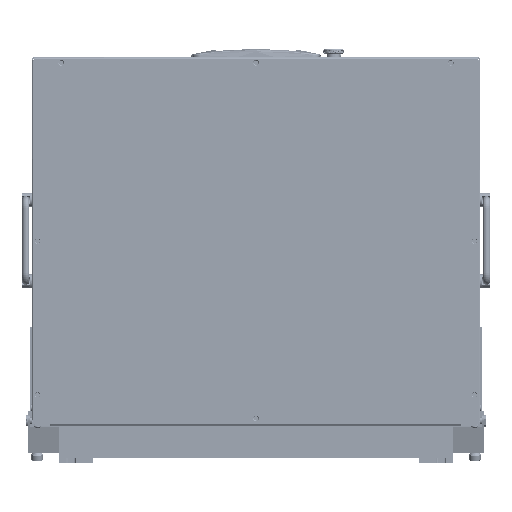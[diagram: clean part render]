
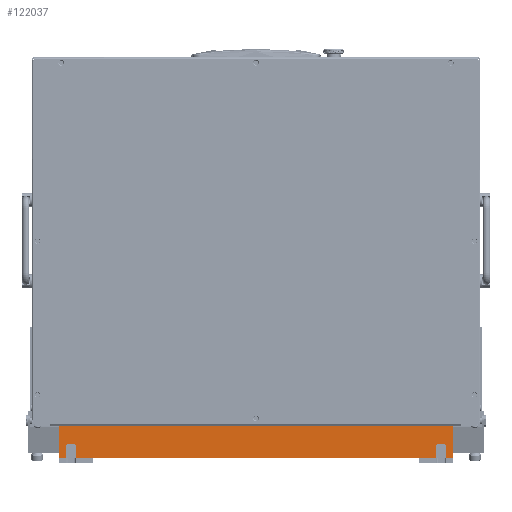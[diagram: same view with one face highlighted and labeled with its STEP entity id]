
A CAD part, front view. The second image highlights one B-rep face of the part: STEP entity #122037.
In plain terms, the highlighted planar face has unit normal (0, -1, 0).
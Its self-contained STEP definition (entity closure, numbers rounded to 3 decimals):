
#1362 = DIRECTION ( 'NONE',  ( 0., -1., 0. ) ) ;
#3789 = DIRECTION ( 'NONE',  ( 0., 0., -1. ) ) ;
#4085 = EDGE_CURVE ( 'NONE', #93708, #100211, #18890, .T. ) ;
#4336 = VERTEX_POINT ( 'NONE', #25195 ) ;
#9740 = EDGE_LOOP ( 'NONE', ( #135101, #87665, #173374, #135408, #213453, #67071, #57058, #171861, #112145, #101660, #111108, #162793, #105611, #19434, #187251, #156376 ) ) ;
#11133 = CARTESIAN_POINT ( 'NONE',  ( 242., -4., 20. ) ) ;
#11464 = CARTESIAN_POINT ( 'NONE',  ( -230., -4., 5. ) ) ;
#12719 = EDGE_CURVE ( 'NONE', #60136, #197056, #150164, .T. ) ;
#14934 = EDGE_CURVE ( 'NONE', #156136, #113208, #239701, .T. ) ;
#14966 = EDGE_CURVE ( 'NONE', #4336, #67064, #95477, .T. ) ;
#17164 = VECTOR ( 'NONE', #17618, 1000. ) ;
#17618 = DIRECTION ( 'NONE',  ( 0., 0., 1. ) ) ;
#18422 = LINE ( 'NONE', #78803, #163730 ) ;
#18890 = CIRCLE ( 'NONE', #156871, 3. ) ;
#19434 = ORIENTED_EDGE ( 'NONE', *, *, #122255, .T. ) ;
#20805 = CARTESIAN_POINT ( 'NONE',  ( -242., -4., 20. ) ) ;
#24026 = VERTEX_POINT ( 'NONE', #121684 ) ;
#24488 = AXIS2_PLACEMENT_3D ( 'NONE', #11464, #221183, #143504 ) ;
#24672 = DIRECTION ( 'NONE',  ( 0., 1., 0. ) ) ;
#25195 = CARTESIAN_POINT ( 'NONE',  ( -230., -4., 2. ) ) ;
#25906 = CARTESIAN_POINT ( 'NONE',  ( -242., -4., -20. ) ) ;
#31381 = LINE ( 'NONE', #123991, #218740 ) ;
#33234 = VECTOR ( 'NONE', #123294, 1000. ) ;
#34991 = VECTOR ( 'NONE', #61281, 1000. ) ;
#36099 = CARTESIAN_POINT ( 'NONE',  ( -242., -4., 20. ) ) ;
#36543 = CARTESIAN_POINT ( 'NONE',  ( 221., -4., 5. ) ) ;
#41064 = EDGE_CURVE ( 'NONE', #221338, #143925, #138891, .T. ) ;
#41821 = LINE ( 'NONE', #156612, #222367 ) ;
#51399 = CARTESIAN_POINT ( 'NONE',  ( 221., -4., 20. ) ) ;
#57058 = ORIENTED_EDGE ( 'NONE', *, *, #242797, .T. ) ;
#58093 = VERTEX_POINT ( 'NONE', #205690 ) ;
#60136 = VERTEX_POINT ( 'NONE', #208710 ) ;
#61281 = DIRECTION ( 'NONE',  ( 0., 0., 1. ) ) ;
#63851 = AXIS2_PLACEMENT_3D ( 'NONE', #118487, #24672, #177717 ) ;
#67064 = VERTEX_POINT ( 'NONE', #228959 ) ;
#67071 = ORIENTED_EDGE ( 'NONE', *, *, #14934, .F. ) ;
#67232 = DIRECTION ( 'NONE',  ( 0., 0., -1. ) ) ;
#67738 = CIRCLE ( 'NONE', #63851, 3. ) ;
#69376 = AXIS2_PLACEMENT_3D ( 'NONE', #172892, #1362, #3789 ) ;
#69702 = EDGE_CURVE ( 'NONE', #73261, #221338, #67738, .T. ) ;
#70922 = VECTOR ( 'NONE', #169554, 1000. ) ;
#71693 = VERTEX_POINT ( 'NONE', #20805 ) ;
#73213 = CARTESIAN_POINT ( 'NONE',  ( -233., -4., 20. ) ) ;
#73261 = VERTEX_POINT ( 'NONE', #179863 ) ;
#74364 = VECTOR ( 'NONE', #164439, 1000. ) ;
#78803 = CARTESIAN_POINT ( 'NONE',  ( -230., -4., 2. ) ) ;
#79037 = PLANE ( 'NONE',  #69376 ) ;
#79840 = CARTESIAN_POINT ( 'NONE',  ( 230., -4., 5. ) ) ;
#82862 = CARTESIAN_POINT ( 'NONE',  ( 233., -4., 20. ) ) ;
#86681 = CARTESIAN_POINT ( 'NONE',  ( -242., -4., 20. ) ) ;
#87665 = ORIENTED_EDGE ( 'NONE', *, *, #104615, .F. ) ;
#88102 = CARTESIAN_POINT ( 'NONE',  ( 230., -4., 2. ) ) ;
#93708 = VERTEX_POINT ( 'NONE', #122495 ) ;
#95477 = CIRCLE ( 'NONE', #24488, 3. ) ;
#95865 = EDGE_CURVE ( 'NONE', #227012, #170908, #31381, .T. ) ;
#97153 = CARTESIAN_POINT ( 'NONE',  ( -221., -4., 20. ) ) ;
#99555 = DIRECTION ( 'NONE',  ( 0., 1., 0. ) ) ;
#99972 = FACE_OUTER_BOUND ( 'NONE', #9740, .T. ) ;
#100211 = VERTEX_POINT ( 'NONE', #128823 ) ;
#101660 = ORIENTED_EDGE ( 'NONE', *, *, #69702, .T. ) ;
#104615 = EDGE_CURVE ( 'NONE', #71693, #24026, #199021, .T. ) ;
#105611 = ORIENTED_EDGE ( 'NONE', *, *, #95865, .T. ) ;
#110386 = EDGE_CURVE ( 'NONE', #58093, #4336, #18422, .T. ) ;
#111108 = ORIENTED_EDGE ( 'NONE', *, *, #41064, .T. ) ;
#112145 = ORIENTED_EDGE ( 'NONE', *, *, #136404, .T. ) ;
#113208 = VERTEX_POINT ( 'NONE', #11133 ) ;
#118487 = CARTESIAN_POINT ( 'NONE',  ( 224., -4., 5. ) ) ;
#119785 = EDGE_CURVE ( 'NONE', #197056, #71693, #150851, .T. ) ;
#121684 = CARTESIAN_POINT ( 'NONE',  ( -233., -4., 20. ) ) ;
#122037 = ADVANCED_FACE ( 'NONE', ( #99972 ), #79037, .T. ) ;
#122255 = EDGE_CURVE ( 'NONE', #170908, #58093, #183248, .T. ) ;
#122495 = CARTESIAN_POINT ( 'NONE',  ( 233., -4., 5. ) ) ;
#123294 = DIRECTION ( 'NONE',  ( 1., 0., 0. ) ) ;
#123991 = CARTESIAN_POINT ( 'NONE',  ( -221., -4., 20. ) ) ;
#128823 = CARTESIAN_POINT ( 'NONE',  ( 230., -4., 2. ) ) ;
#129269 = CARTESIAN_POINT ( 'NONE',  ( -242., -4., -20. ) ) ;
#135083 = VECTOR ( 'NONE', #241086, 1000. ) ;
#135101 = ORIENTED_EDGE ( 'NONE', *, *, #161999, .T. ) ;
#135408 = ORIENTED_EDGE ( 'NONE', *, *, #12719, .F. ) ;
#136404 = EDGE_CURVE ( 'NONE', #100211, #73261, #165877, .T. ) ;
#138168 = CARTESIAN_POINT ( 'NONE',  ( -242., -4., 20. ) ) ;
#138891 = LINE ( 'NONE', #192108, #34991 ) ;
#139378 = LINE ( 'NONE', #138168, #33234 ) ;
#143504 = DIRECTION ( 'NONE',  ( 0., 0., -1. ) ) ;
#143636 = LINE ( 'NONE', #73213, #178491 ) ;
#143925 = VERTEX_POINT ( 'NONE', #51399 ) ;
#144871 = EDGE_CURVE ( 'NONE', #227012, #143925, #139378, .T. ) ;
#145866 = CARTESIAN_POINT ( 'NONE',  ( -242., -4., 20. ) ) ;
#148363 = CARTESIAN_POINT ( 'NONE',  ( -221., -4., 5. ) ) ;
#149753 = CARTESIAN_POINT ( 'NONE',  ( 233., -4., 20. ) ) ;
#150164 = LINE ( 'NONE', #129269, #185796 ) ;
#150851 = LINE ( 'NONE', #36099, #17164 ) ;
#152140 = AXIS2_PLACEMENT_3D ( 'NONE', #168987, #185099, #206753 ) ;
#156136 = VERTEX_POINT ( 'NONE', #82862 ) ;
#156376 = ORIENTED_EDGE ( 'NONE', *, *, #14966, .T. ) ;
#156612 = CARTESIAN_POINT ( 'NONE',  ( 242., -4., 20. ) ) ;
#156871 = AXIS2_PLACEMENT_3D ( 'NONE', #79840, #99555, #174917 ) ;
#161999 = EDGE_CURVE ( 'NONE', #67064, #24026, #143636, .T. ) ;
#162793 = ORIENTED_EDGE ( 'NONE', *, *, #144871, .F. ) ;
#163730 = VECTOR ( 'NONE', #169040, 1000. ) ;
#164439 = DIRECTION ( 'NONE',  ( 1., 0., 0. ) ) ;
#165877 = LINE ( 'NONE', #88102, #135083 ) ;
#168987 = CARTESIAN_POINT ( 'NONE',  ( -224., -4., 5. ) ) ;
#169040 = DIRECTION ( 'NONE',  ( -1., 0., 0. ) ) ;
#169554 = DIRECTION ( 'NONE',  ( 0., 0., -1. ) ) ;
#170908 = VERTEX_POINT ( 'NONE', #148363 ) ;
#171861 = ORIENTED_EDGE ( 'NONE', *, *, #4085, .T. ) ;
#172892 = CARTESIAN_POINT ( 'NONE',  ( 242., -4., -20. ) ) ;
#173195 = LINE ( 'NONE', #149753, #70922 ) ;
#173374 = ORIENTED_EDGE ( 'NONE', *, *, #119785, .F. ) ;
#174707 = EDGE_CURVE ( 'NONE', #113208, #60136, #41821, .T. ) ;
#174917 = DIRECTION ( 'NONE',  ( 0., 0., 1. ) ) ;
#177717 = DIRECTION ( 'NONE',  ( 0., 0., 1. ) ) ;
#178491 = VECTOR ( 'NONE', #238612, 1000. ) ;
#179863 = CARTESIAN_POINT ( 'NONE',  ( 224., -4., 2. ) ) ;
#183248 = CIRCLE ( 'NONE', #152140, 3. ) ;
#185099 = DIRECTION ( 'NONE',  ( 0., 1., 0. ) ) ;
#185796 = VECTOR ( 'NONE', #225459, 1000. ) ;
#187251 = ORIENTED_EDGE ( 'NONE', *, *, #110386, .T. ) ;
#192108 = CARTESIAN_POINT ( 'NONE',  ( 221., -4., 20. ) ) ;
#197056 = VERTEX_POINT ( 'NONE', #25906 ) ;
#199021 = LINE ( 'NONE', #145866, #74364 ) ;
#201520 = DIRECTION ( 'NONE',  ( 1., 0., 0. ) ) ;
#201956 = VECTOR ( 'NONE', #201520, 1000. ) ;
#205690 = CARTESIAN_POINT ( 'NONE',  ( -224., -4., 2. ) ) ;
#206753 = DIRECTION ( 'NONE',  ( 0., 0., -1. ) ) ;
#208710 = CARTESIAN_POINT ( 'NONE',  ( 242., -4., -20. ) ) ;
#213453 = ORIENTED_EDGE ( 'NONE', *, *, #174707, .F. ) ;
#218740 = VECTOR ( 'NONE', #67232, 1000. ) ;
#221183 = DIRECTION ( 'NONE',  ( 0., 1., 0. ) ) ;
#221338 = VERTEX_POINT ( 'NONE', #36543 ) ;
#222367 = VECTOR ( 'NONE', #231876, 1000. ) ;
#225459 = DIRECTION ( 'NONE',  ( -1., 0., 0. ) ) ;
#227012 = VERTEX_POINT ( 'NONE', #97153 ) ;
#228959 = CARTESIAN_POINT ( 'NONE',  ( -233., -4., 5. ) ) ;
#231876 = DIRECTION ( 'NONE',  ( 0., 0., -1. ) ) ;
#238612 = DIRECTION ( 'NONE',  ( 0., 0., 1. ) ) ;
#239701 = LINE ( 'NONE', #86681, #201956 ) ;
#241086 = DIRECTION ( 'NONE',  ( -1., 0., 0. ) ) ;
#242797 = EDGE_CURVE ( 'NONE', #156136, #93708, #173195, .T. ) ;
